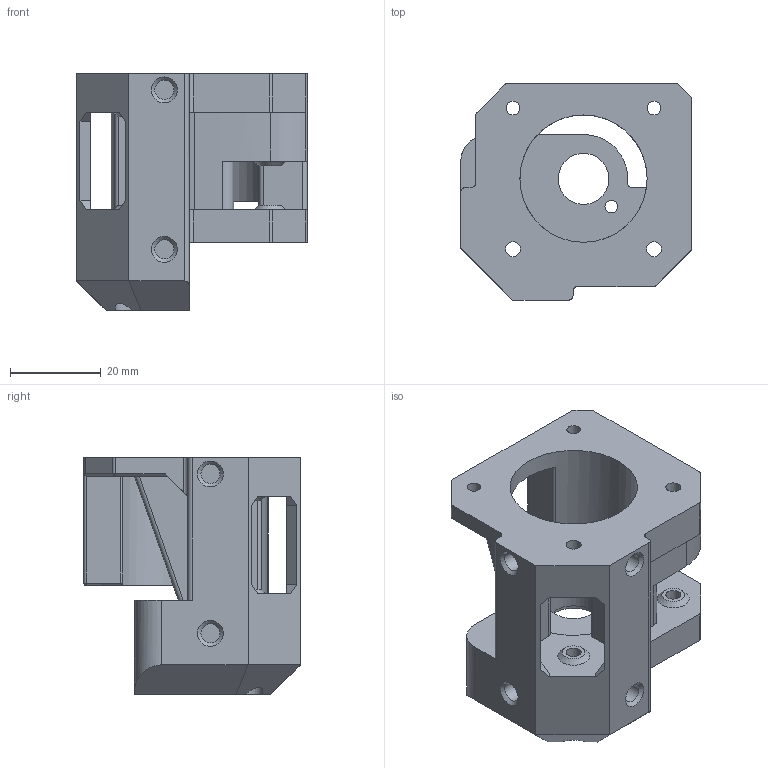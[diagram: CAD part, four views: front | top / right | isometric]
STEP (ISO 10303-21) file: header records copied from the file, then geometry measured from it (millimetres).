
FILE_DESCRIPTION(/* description */ ('STEP AP242'),/* implementation_level */ '2;1');
FILE_NAME(/* name */ 'Left Stepper Mount.step',/* time_stamp */ '2025-08-04T17:33:25+02:00',/* author */ (''),/* organization */ (''),/* preprocessor_version */ 'ST-DEVELOPER v20.1',/* originating_system */ 'Autodesk Translation Framework v14.10.0.0',/* authorisation */ '');
FILE_SCHEMA (('AUTOMOTIVE_DESIGN { 1 0 10303 214 3 1 1 }'));
Length unit declared in the file: millimetre
Products named in the file (2): Carto Mount; Left Stepper Mount F623ZZ
Assembly tree (1 placements, depth 2):
  Carto Mount
    Left Stepper Mount F623ZZ
Bounding box: 50.7 x 47.6 x 52.12 mm (x, y, z)
Volume: 41521 mm3; surface area: 17110.3 mm2
Topology: 1 solids, 1 shells, 160 faces, 437 edges, 282 vertices
Faces by surface type: plane 76, cylinder 66, cone 13, sphere 4, bspline 1
Full cylindrical faces by diameter (mm): 2.75 x1, 3 x2, 3.3 x4, 4.2 x4, 5.5 x2, 6 x4, 8.15 x1, 11.2 x1, 12.65 x1, 28 x1
Entity records: 5422 total; most frequent: CARTESIAN_POINT 1118, DIRECTION 913, ORIENTED_EDGE 874, EDGE_CURVE 437, AXIS2_PLACEMENT_3D 328, VERTEX_POINT 282, LINE 257, VECTOR 257
